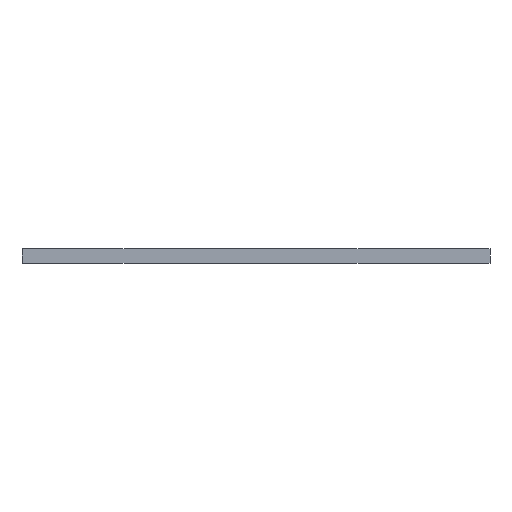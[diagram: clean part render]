
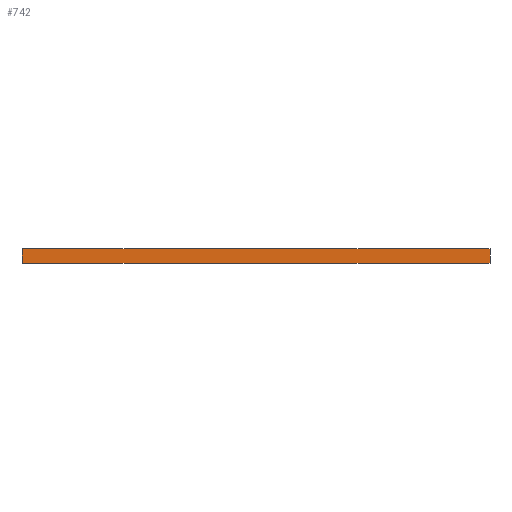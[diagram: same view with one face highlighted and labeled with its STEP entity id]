
A CAD part, left-side view. The second image highlights one B-rep face of the part: STEP entity #742.
In plain terms, the highlighted planar face has unit normal (-1, 0, 0).
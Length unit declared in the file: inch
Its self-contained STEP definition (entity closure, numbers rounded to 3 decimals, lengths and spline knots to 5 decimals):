
#63=PLANE('',#835);
#96=FACE_OUTER_BOUND('',#129,.T.);
#129=EDGE_LOOP('',(#593,#594,#595,#596));
#190=LINE('',#1157,#245);
#222=LINE('',#1220,#277);
#223=LINE('',#1222,#278);
#224=LINE('',#1223,#279);
#245=VECTOR('',#976,0.3937);
#277=VECTOR('',#1028,0.3937);
#278=VECTOR('',#1031,0.3937);
#279=VECTOR('',#1032,0.3937);
#357=VERTEX_POINT('',#1154);
#358=VERTEX_POINT('',#1156);
#378=VERTEX_POINT('',#1216);
#379=VERTEX_POINT('',#1218);
#438=EDGE_CURVE('',#357,#358,#190,.T.);
#470=EDGE_CURVE('',#378,#379,#222,.T.);
#471=EDGE_CURVE('',#357,#378,#223,.T.);
#472=EDGE_CURVE('',#358,#379,#224,.T.);
#593=ORIENTED_EDGE('',*,*,#471,.T.);
#594=ORIENTED_EDGE('',*,*,#470,.T.);
#595=ORIENTED_EDGE('',*,*,#472,.F.);
#596=ORIENTED_EDGE('',*,*,#438,.F.);
#742=ADVANCED_FACE('',(#96),#63,.T.);
#835=AXIS2_PLACEMENT_3D('',#1221,#1029,#1030);
#976=DIRECTION('',(0.,0.,1.));
#1028=DIRECTION('',(0.,0.,1.));
#1029=DIRECTION('center_axis',(-1.,0.,0.));
#1030=DIRECTION('ref_axis',(0.,-1.,0.));
#1031=DIRECTION('',(0.,-1.,0.));
#1032=DIRECTION('',(0.,-1.,0.));
#1154=CARTESIAN_POINT('',(-1.,1.346,0.));
#1156=CARTESIAN_POINT('',(-1.,1.346,0.125));
#1157=CARTESIAN_POINT('',(-1.,1.346,0.));
#1216=CARTESIAN_POINT('',(-1.,-2.654,0.));
#1218=CARTESIAN_POINT('',(-1.,-2.654,0.125));
#1220=CARTESIAN_POINT('',(-1.,-2.654,0.));
#1221=CARTESIAN_POINT('Origin',(-1.,1.346,0.));
#1222=CARTESIAN_POINT('',(-1.,1.346,0.));
#1223=CARTESIAN_POINT('',(-1.,1.346,0.125));
